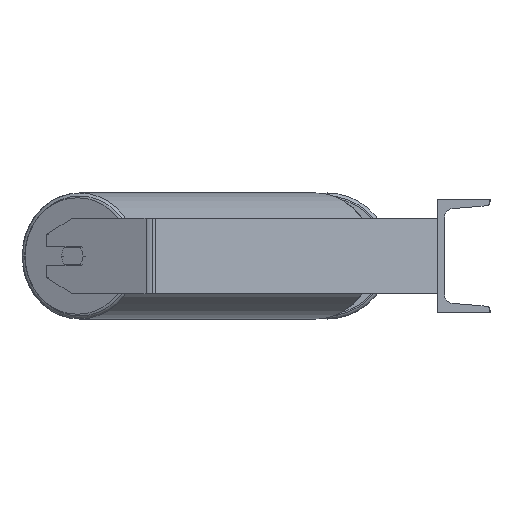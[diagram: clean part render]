
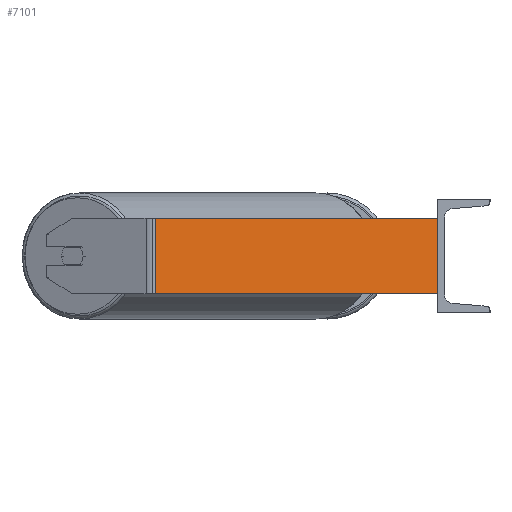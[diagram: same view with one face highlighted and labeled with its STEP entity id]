
A CAD part, left-side view. The second image highlights one B-rep face of the part: STEP entity #7101.
In plain terms, the highlighted planar face has unit normal (-0.985, -0.174, 0).
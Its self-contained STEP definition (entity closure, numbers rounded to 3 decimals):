
#12 = LINE ( 'NONE', #6429, #6675 ) ;
#238 = ORIENTED_EDGE ( 'NONE', *, *, #7270, .F. ) ;
#290 = VECTOR ( 'NONE', #5449, 1000. ) ;
#484 = FACE_OUTER_BOUND ( 'NONE', #1440, .T. ) ;
#943 = ORIENTED_EDGE ( 'NONE', *, *, #7841, .T. ) ;
#993 = VERTEX_POINT ( 'NONE', #2810 ) ;
#1066 = DIRECTION ( 'NONE',  ( 0., 0., -1. ) ) ;
#1247 = CARTESIAN_POINT ( 'NONE',  ( -885., 0., -40. ) ) ;
#1440 = EDGE_LOOP ( 'NONE', ( #3756, #238, #1722, #943 ) ) ;
#1493 = AXIS2_PLACEMENT_3D ( 'NONE', #4323, #9062, #2198 ) ;
#1722 = ORIENTED_EDGE ( 'NONE', *, *, #6902, .F. ) ;
#2198 = DIRECTION ( 'NONE',  ( -0.174, 0.985, 0. ) ) ;
#2594 = CARTESIAN_POINT ( 'NONE',  ( -937.626, 298.456, 40. ) ) ;
#2810 = CARTESIAN_POINT ( 'NONE',  ( -885., 0., 40. ) ) ;
#3756 = ORIENTED_EDGE ( 'NONE', *, *, #8162, .T. ) ;
#3920 = CARTESIAN_POINT ( 'NONE',  ( -937.626, 298.456, -40. ) ) ;
#3936 = VERTEX_POINT ( 'NONE', #1247 ) ;
#4031 = VECTOR ( 'NONE', #4046, 1000. ) ;
#4046 = DIRECTION ( 'NONE',  ( 0.174, -0.985, 0. ) ) ;
#4221 = VERTEX_POINT ( 'NONE', #2594 ) ;
#4323 = CARTESIAN_POINT ( 'NONE',  ( -938.502, 303.424, 40. ) ) ;
#4472 = VECTOR ( 'NONE', #1066, 1000. ) ;
#5449 = DIRECTION ( 'NONE',  ( 0.174, -0.985, 0. ) ) ;
#6423 = VERTEX_POINT ( 'NONE', #3920 ) ;
#6429 = CARTESIAN_POINT ( 'NONE',  ( -937.626, 298.456, 40. ) ) ;
#6675 = VECTOR ( 'NONE', #8393, 1000. ) ;
#6902 = EDGE_CURVE ( 'NONE', #4221, #993, #9126, .T. ) ;
#7101 = ADVANCED_FACE ( 'NONE', ( #484 ), #7614, .F. ) ;
#7270 = EDGE_CURVE ( 'NONE', #993, #3936, #8048, .T. ) ;
#7528 = CARTESIAN_POINT ( 'NONE',  ( -938.502, 303.424, -40. ) ) ;
#7614 = PLANE ( 'NONE',  #1493 ) ;
#7841 = EDGE_CURVE ( 'NONE', #4221, #6423, #12, .T. ) ;
#8048 = LINE ( 'NONE', #8139, #4472 ) ;
#8139 = CARTESIAN_POINT ( 'NONE',  ( -885., 0., 40. ) ) ;
#8162 = EDGE_CURVE ( 'NONE', #6423, #3936, #8209, .T. ) ;
#8209 = LINE ( 'NONE', #7528, #290 ) ;
#8316 = CARTESIAN_POINT ( 'NONE',  ( -938.502, 303.424, 40. ) ) ;
#8393 = DIRECTION ( 'NONE',  ( 0., 0., -1. ) ) ;
#9062 = DIRECTION ( 'NONE',  ( 0.985, 0.174, 0. ) ) ;
#9126 = LINE ( 'NONE', #8316, #4031 ) ;
